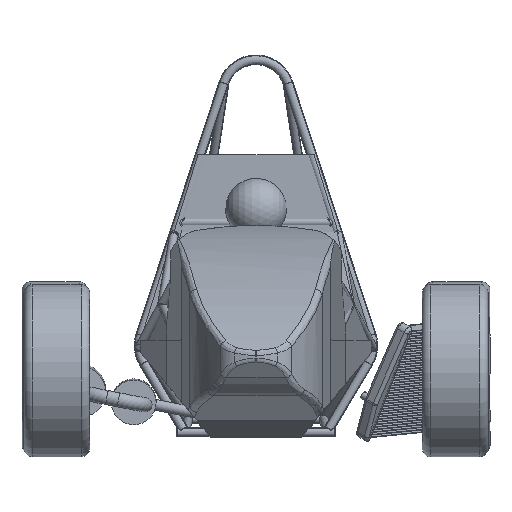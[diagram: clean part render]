
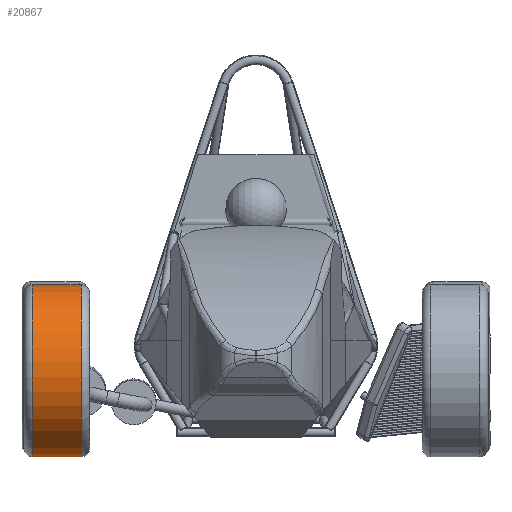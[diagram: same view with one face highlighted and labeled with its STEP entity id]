
A CAD part, top view. The second image highlights one B-rep face of the part: STEP entity #20867.
In plain terms, the highlighted cylindrical face has radius 255 mm (diameter 510 mm), a full revolution.
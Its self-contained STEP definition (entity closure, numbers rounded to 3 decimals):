
#4112=FACE_BOUND('',#7104,.T.);
#4682=CYLINDRICAL_SURFACE('',#23162,255.);
#5575=FACE_OUTER_BOUND('',#7103,.T.);
#7103=EDGE_LOOP('',(#16452));
#7104=EDGE_LOOP('',(#16453));
#8313=CIRCLE('',#23160,255.);
#8315=CIRCLE('',#23163,255.);
#9817=VERTEX_POINT('',#40219);
#9819=VERTEX_POINT('',#40224);
#12220=EDGE_CURVE('',#9817,#9817,#8313,.T.);
#12222=EDGE_CURVE('',#9819,#9819,#8315,.T.);
#16452=ORIENTED_EDGE('',*,*,#12222,.F.);
#16453=ORIENTED_EDGE('',*,*,#12220,.F.);
#20867=ADVANCED_FACE('',(#5575,#4112),#4682,.T.);
#23160=AXIS2_PLACEMENT_3D('',#40220,#27366,#27367);
#23162=AXIS2_PLACEMENT_3D('',#40223,#27370,#27371);
#23163=AXIS2_PLACEMENT_3D('',#40225,#27372,#27373);
#27366=DIRECTION('center_axis',(1.,0.,0.));
#27367=DIRECTION('ref_axis',(0.,-1.,0.));
#27370=DIRECTION('center_axis',(1.,0.,0.));
#27371=DIRECTION('ref_axis',(0.,1.,0.));
#27372=DIRECTION('center_axis',(-1.,0.,0.));
#27373=DIRECTION('ref_axis',(0.,-1.,0.));
#40219=CARTESIAN_POINT('',(72.,255.,0.));
#40220=CARTESIAN_POINT('Origin',(72.,0.,0.));
#40223=CARTESIAN_POINT('Origin',(-48.5,0.,0.));
#40224=CARTESIAN_POINT('',(-72.,255.,0.));
#40225=CARTESIAN_POINT('Origin',(-72.,0.,0.));
